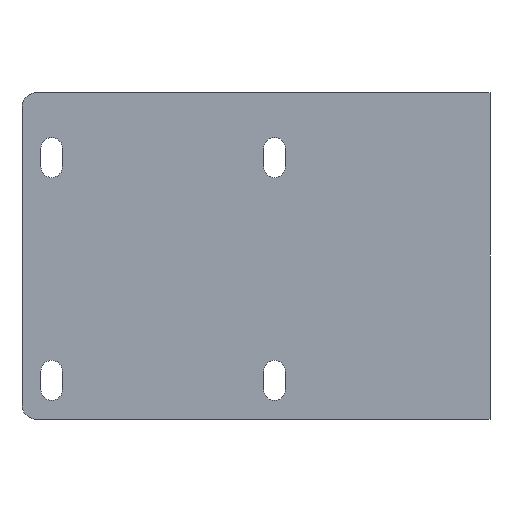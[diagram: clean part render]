
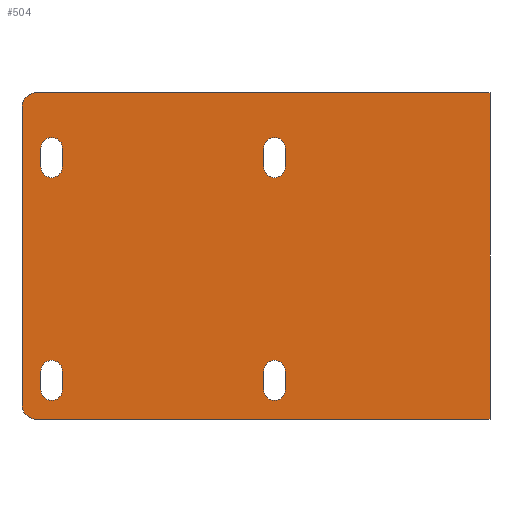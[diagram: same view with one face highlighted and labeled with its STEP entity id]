
A CAD part, front view. The second image highlights one B-rep face of the part: STEP entity #504.
In plain terms, the highlighted planar face has unit normal (0, -1, 0).
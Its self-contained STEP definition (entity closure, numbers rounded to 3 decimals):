
#1=DIRECTION('',(1.,0.,0.));
#2=VECTOR('',#1,61.);
#3=CARTESIAN_POINT('',(-17.,0.,25.));
#4=LINE('',#3,#2);
#5=DIRECTION('',(0.,0.,-1.));
#6=VECTOR('',#5,44.);
#7=CARTESIAN_POINT('',(44.,0.,25.));
#8=LINE('',#7,#6);
#9=DIRECTION('',(-1.,0.,0.));
#10=VECTOR('',#9,61.);
#11=CARTESIAN_POINT('',(44.,0.,-19.));
#12=LINE('',#11,#10);
#13=CARTESIAN_POINT('',(-17.,0.,-17.));
#14=DIRECTION('',(0.,-1.,0.));
#15=DIRECTION('',(-1.,0.,0.));
#16=AXIS2_PLACEMENT_3D('',#13,#14,#15);
#18=DIRECTION('',(0.,0.,1.));
#19=VECTOR('',#18,40.);
#20=CARTESIAN_POINT('',(-19.,0.,-17.));
#21=LINE('',#20,#19);
#22=CARTESIAN_POINT('',(-17.,0.,23.));
#23=DIRECTION('',(0.,-1.,0.));
#24=DIRECTION('',(0.,0.,1.));
#25=AXIS2_PLACEMENT_3D('',#22,#23,#24);
#27=DIRECTION('',(0.,0.,1.));
#28=VECTOR('',#27,2.5);
#29=CARTESIAN_POINT('',(13.55,0.,-15.));
#30=LINE('',#29,#28);
#31=CARTESIAN_POINT('',(15.,0.,-15.));
#32=DIRECTION('',(0.,-1.,0.));
#33=DIRECTION('',(-1.,0.,0.));
#34=AXIS2_PLACEMENT_3D('',#31,#32,#33);
#36=DIRECTION('',(0.,0.,-1.));
#37=VECTOR('',#36,2.5);
#38=CARTESIAN_POINT('',(16.45,0.,-12.5));
#39=LINE('',#38,#37);
#40=CARTESIAN_POINT('',(15.,0.,-12.5));
#41=DIRECTION('',(0.,1.,0.));
#42=DIRECTION('',(-1.,0.,0.));
#43=AXIS2_PLACEMENT_3D('',#40,#41,#42);
#45=DIRECTION('',(0.,0.,1.));
#46=VECTOR('',#45,2.5);
#47=CARTESIAN_POINT('',(-16.45,0.,-15.));
#48=LINE('',#47,#46);
#49=CARTESIAN_POINT('',(-15.,0.,-15.));
#50=DIRECTION('',(0.,-1.,0.));
#51=DIRECTION('',(-1.,0.,0.));
#52=AXIS2_PLACEMENT_3D('',#49,#50,#51);
#54=DIRECTION('',(0.,0.,-1.));
#55=VECTOR('',#54,2.5);
#56=CARTESIAN_POINT('',(-13.55,0.,-12.5));
#57=LINE('',#56,#55);
#58=CARTESIAN_POINT('',(-15.,0.,-12.5));
#59=DIRECTION('',(0.,1.,0.));
#60=DIRECTION('',(-1.,0.,0.));
#61=AXIS2_PLACEMENT_3D('',#58,#59,#60);
#63=DIRECTION('',(0.,0.,-1.));
#64=VECTOR('',#63,2.5);
#65=CARTESIAN_POINT('',(-13.55,0.,17.5));
#66=LINE('',#65,#64);
#67=CARTESIAN_POINT('',(-15.,0.,17.5));
#68=DIRECTION('',(0.,1.,0.));
#69=DIRECTION('',(-1.,0.,0.));
#70=AXIS2_PLACEMENT_3D('',#67,#68,#69);
#72=DIRECTION('',(0.,0.,1.));
#73=VECTOR('',#72,2.5);
#74=CARTESIAN_POINT('',(-16.45,0.,15.));
#75=LINE('',#74,#73);
#76=CARTESIAN_POINT('',(-15.,0.,15.));
#77=DIRECTION('',(0.,-1.,0.));
#78=DIRECTION('',(-1.,0.,0.));
#79=AXIS2_PLACEMENT_3D('',#76,#77,#78);
#81=DIRECTION('',(0.,0.,-1.));
#82=VECTOR('',#81,2.5);
#83=CARTESIAN_POINT('',(16.45,0.,17.5));
#84=LINE('',#83,#82);
#85=CARTESIAN_POINT('',(15.,0.,17.5));
#86=DIRECTION('',(0.,1.,0.));
#87=DIRECTION('',(-1.,0.,0.));
#88=AXIS2_PLACEMENT_3D('',#85,#86,#87);
#90=DIRECTION('',(0.,0.,1.));
#91=VECTOR('',#90,2.5);
#92=CARTESIAN_POINT('',(13.55,0.,15.));
#93=LINE('',#92,#91);
#94=CARTESIAN_POINT('',(15.,0.,15.));
#95=DIRECTION('',(0.,-1.,0.));
#96=DIRECTION('',(-1.,0.,0.));
#97=AXIS2_PLACEMENT_3D('',#94,#95,#96);
#341=CARTESIAN_POINT('',(44.,0.,25.));
#342=CARTESIAN_POINT('',(44.,0.,-19.));
#343=VERTEX_POINT('',#341);
#344=VERTEX_POINT('',#342);
#349=CARTESIAN_POINT('',(-17.,0.,25.));
#350=VERTEX_POINT('',#349);
#351=CARTESIAN_POINT('',(-17.,0.,-19.));
#352=VERTEX_POINT('',#351);
#373=CARTESIAN_POINT('',(-19.,0.,-17.));
#374=VERTEX_POINT('',#373);
#377=CARTESIAN_POINT('',(-19.,0.,23.));
#378=VERTEX_POINT('',#377);
#381=CARTESIAN_POINT('',(13.55,0.,-15.));
#382=CARTESIAN_POINT('',(13.55,0.,-12.5));
#383=VERTEX_POINT('',#381);
#384=VERTEX_POINT('',#382);
#385=CARTESIAN_POINT('',(16.45,0.,-12.5));
#386=VERTEX_POINT('',#385);
#387=CARTESIAN_POINT('',(16.45,0.,-15.));
#388=VERTEX_POINT('',#387);
#389=CARTESIAN_POINT('',(-16.45,0.,-15.));
#390=CARTESIAN_POINT('',(-16.45,0.,-12.5));
#391=VERTEX_POINT('',#389);
#392=VERTEX_POINT('',#390);
#393=CARTESIAN_POINT('',(-13.55,0.,-12.5));
#394=VERTEX_POINT('',#393);
#395=CARTESIAN_POINT('',(-13.55,0.,-15.));
#396=VERTEX_POINT('',#395);
#397=CARTESIAN_POINT('',(-13.55,0.,17.5));
#398=CARTESIAN_POINT('',(-13.55,0.,15.));
#399=VERTEX_POINT('',#397);
#400=VERTEX_POINT('',#398);
#401=CARTESIAN_POINT('',(-16.45,0.,15.));
#402=CARTESIAN_POINT('',(-16.45,0.,17.5));
#403=VERTEX_POINT('',#401);
#404=VERTEX_POINT('',#402);
#405=CARTESIAN_POINT('',(16.45,0.,17.5));
#406=CARTESIAN_POINT('',(16.45,0.,15.));
#407=VERTEX_POINT('',#405);
#408=VERTEX_POINT('',#406);
#409=CARTESIAN_POINT('',(13.55,0.,15.));
#410=CARTESIAN_POINT('',(13.55,0.,17.5));
#411=VERTEX_POINT('',#409);
#412=VERTEX_POINT('',#410);
#445=CARTESIAN_POINT('',(0.,0.,0.));
#446=DIRECTION('',(0.,1.,0.));
#447=DIRECTION('',(1.,0.,0.));
#448=AXIS2_PLACEMENT_3D('',#445,#446,#447);
#449=PLANE('',#448);
#451=ORIENTED_EDGE('',*,*,#450,.T.);
#453=ORIENTED_EDGE('',*,*,#452,.T.);
#455=ORIENTED_EDGE('',*,*,#454,.T.);
#457=ORIENTED_EDGE('',*,*,#456,.F.);
#459=ORIENTED_EDGE('',*,*,#458,.T.);
#461=ORIENTED_EDGE('',*,*,#460,.F.);
#462=EDGE_LOOP('',(#451,#453,#455,#457,#459,#461));
#463=FACE_OUTER_BOUND('',#462,.F.);
#465=ORIENTED_EDGE('',*,*,#464,.F.);
#467=ORIENTED_EDGE('',*,*,#466,.T.);
#469=ORIENTED_EDGE('',*,*,#468,.F.);
#471=ORIENTED_EDGE('',*,*,#470,.F.);
#472=EDGE_LOOP('',(#465,#467,#469,#471));
#473=FACE_BOUND('',#472,.F.);
#475=ORIENTED_EDGE('',*,*,#474,.F.);
#477=ORIENTED_EDGE('',*,*,#476,.T.);
#479=ORIENTED_EDGE('',*,*,#478,.F.);
#481=ORIENTED_EDGE('',*,*,#480,.F.);
#482=EDGE_LOOP('',(#475,#477,#479,#481));
#483=FACE_BOUND('',#482,.F.);
#485=ORIENTED_EDGE('',*,*,#484,.F.);
#487=ORIENTED_EDGE('',*,*,#486,.F.);
#489=ORIENTED_EDGE('',*,*,#488,.F.);
#491=ORIENTED_EDGE('',*,*,#490,.T.);
#492=EDGE_LOOP('',(#485,#487,#489,#491));
#493=FACE_BOUND('',#492,.F.);
#495=ORIENTED_EDGE('',*,*,#494,.F.);
#497=ORIENTED_EDGE('',*,*,#496,.F.);
#499=ORIENTED_EDGE('',*,*,#498,.F.);
#501=ORIENTED_EDGE('',*,*,#500,.T.);
#502=EDGE_LOOP('',(#495,#497,#499,#501));
#503=FACE_BOUND('',#502,.F.);
#17=CIRCLE('',#16,2.);
#26=CIRCLE('',#25,2.);
#35=CIRCLE('',#34,1.45);
#44=CIRCLE('',#43,1.45);
#53=CIRCLE('',#52,1.45);
#62=CIRCLE('',#61,1.45);
#71=CIRCLE('',#70,1.45);
#80=CIRCLE('',#79,1.45);
#89=CIRCLE('',#88,1.45);
#98=CIRCLE('',#97,1.45);
#450=EDGE_CURVE('',#350,#343,#4,.T.);
#452=EDGE_CURVE('',#343,#344,#8,.T.);
#454=EDGE_CURVE('',#344,#352,#12,.T.);
#456=EDGE_CURVE('',#374,#352,#17,.T.);
#458=EDGE_CURVE('',#374,#378,#21,.T.);
#460=EDGE_CURVE('',#350,#378,#26,.T.);
#464=EDGE_CURVE('',#383,#384,#30,.T.);
#466=EDGE_CURVE('',#383,#388,#35,.T.);
#468=EDGE_CURVE('',#386,#388,#39,.T.);
#470=EDGE_CURVE('',#384,#386,#44,.T.);
#474=EDGE_CURVE('',#391,#392,#48,.T.);
#476=EDGE_CURVE('',#391,#396,#53,.T.);
#478=EDGE_CURVE('',#394,#396,#57,.T.);
#480=EDGE_CURVE('',#392,#394,#62,.T.);
#484=EDGE_CURVE('',#399,#400,#66,.T.);
#486=EDGE_CURVE('',#404,#399,#71,.T.);
#488=EDGE_CURVE('',#403,#404,#75,.T.);
#490=EDGE_CURVE('',#403,#400,#80,.T.);
#494=EDGE_CURVE('',#407,#408,#84,.T.);
#496=EDGE_CURVE('',#412,#407,#89,.T.);
#498=EDGE_CURVE('',#411,#412,#93,.T.);
#500=EDGE_CURVE('',#411,#408,#98,.T.);
#504=ADVANCED_FACE('',(#463,#473,#483,#493,#503),#449,.F.);
